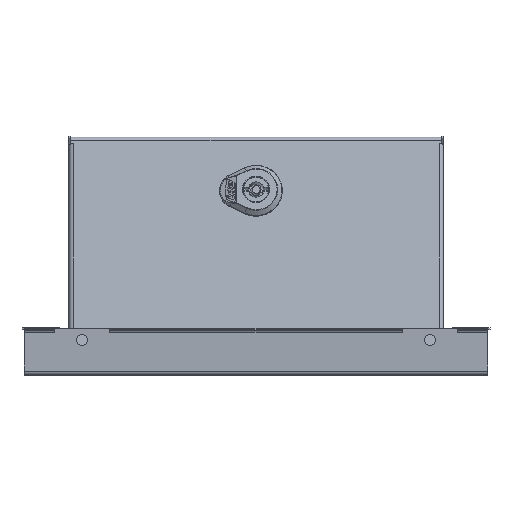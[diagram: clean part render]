
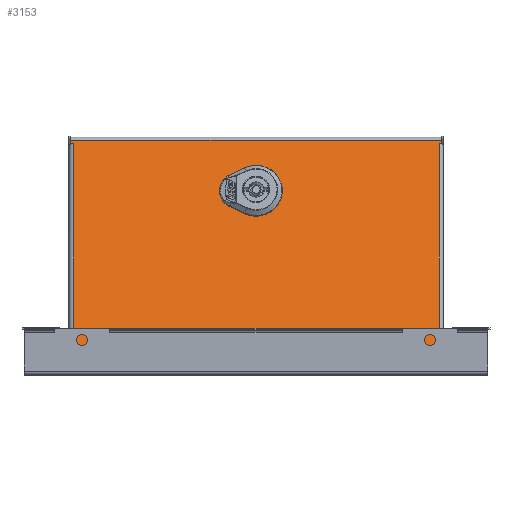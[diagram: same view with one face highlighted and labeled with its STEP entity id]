
A CAD part, left-side view. The second image highlights one B-rep face of the part: STEP entity #3153.
In plain terms, the highlighted face is planar.
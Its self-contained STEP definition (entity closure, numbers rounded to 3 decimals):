
#2304=FACE_BOUND('',#4742,.T.);
#2305=FACE_BOUND('',#4743,.T.);
#2576=PLANE('',#14000);
#3153=ADVANCED_FACE('F35',(#2304,#2305),#2576,.T.);
#4742=EDGE_LOOP('',(#7714,#7715,#7716,#7717,#7718,#7719,#7720,#7721,#7722,
#7723,#7724,#7725,#7726,#7727,#7728,#7729));
#4743=EDGE_LOOP('',(#7730,#7731,#7732,#7733,#7734,#7735,#7736,#7737));
#5216=CIRCLE('',#13902,11.25);
#5218=CIRCLE('',#13906,11.25);
#5220=CIRCLE('',#13910,11.25);
#5222=CIRCLE('',#13914,11.25);
#7714=ORIENTED_EDGE('',*,*,#11011,.F.);
#7715=ORIENTED_EDGE('',*,*,#11009,.T.);
#7716=ORIENTED_EDGE('',*,*,#11005,.T.);
#7717=ORIENTED_EDGE('',*,*,#11012,.T.);
#7718=ORIENTED_EDGE('',*,*,#11013,.T.);
#7719=ORIENTED_EDGE('',*,*,#11014,.F.);
#7720=ORIENTED_EDGE('',*,*,#11002,.T.);
#7721=ORIENTED_EDGE('',*,*,#10999,.T.);
#7722=ORIENTED_EDGE('',*,*,#10996,.T.);
#7723=ORIENTED_EDGE('',*,*,#10984,.T.);
#7724=ORIENTED_EDGE('',*,*,#10987,.F.);
#7725=ORIENTED_EDGE('',*,*,#10962,.T.);
#7726=ORIENTED_EDGE('',*,*,#10958,.T.);
#7727=ORIENTED_EDGE('',*,*,#10957,.F.);
#7728=ORIENTED_EDGE('',*,*,#10938,.T.);
#7729=ORIENTED_EDGE('',*,*,#10906,.T.);
#7730=ORIENTED_EDGE('',*,*,#10846,.T.);
#7731=ORIENTED_EDGE('',*,*,#10843,.T.);
#7732=ORIENTED_EDGE('',*,*,#10840,.T.);
#7733=ORIENTED_EDGE('',*,*,#10837,.T.);
#7734=ORIENTED_EDGE('',*,*,#10834,.T.);
#7735=ORIENTED_EDGE('',*,*,#10831,.T.);
#7736=ORIENTED_EDGE('',*,*,#10828,.T.);
#7737=ORIENTED_EDGE('',*,*,#10825,.T.);
#9381=VERTEX_POINT('',#24407);
#9383=VERTEX_POINT('',#24410);
#9385=VERTEX_POINT('',#24416);
#9387=VERTEX_POINT('',#24422);
#9389=VERTEX_POINT('',#24428);
#9391=VERTEX_POINT('',#24434);
#9393=VERTEX_POINT('',#24440);
#9395=VERTEX_POINT('',#24446);
#9439=VERTEX_POINT('',#24569);
#9441=VERTEX_POINT('',#24572);
#9463=VERTEX_POINT('',#24669);
#9472=VERTEX_POINT('',#24705);
#9473=VERTEX_POINT('',#24709);
#9476=VERTEX_POINT('',#24717);
#9491=VERTEX_POINT('',#24800);
#9492=VERTEX_POINT('',#24801);
#9497=VERTEX_POINT('',#24825);
#9499=VERTEX_POINT('',#24831);
#9500=VERTEX_POINT('',#24836);
#9502=VERTEX_POINT('',#24841);
#9503=VERTEX_POINT('',#24843);
#9506=VERTEX_POINT('',#24851);
#9507=VERTEX_POINT('',#24856);
#9508=VERTEX_POINT('',#24858);
#10825=EDGE_CURVE('E148',#9383,#9381,#12007,.T.);
#10828=EDGE_CURVE('E147',#9385,#9383,#5216,.T.);
#10831=EDGE_CURVE('E146',#9387,#9385,#12011,.T.);
#10834=EDGE_CURVE('E145',#9389,#9387,#5218,.T.);
#10837=EDGE_CURVE('E144',#9391,#9389,#12015,.T.);
#10840=EDGE_CURVE('E143',#9393,#9391,#5220,.T.);
#10843=EDGE_CURVE('E142',#9395,#9393,#12019,.T.);
#10846=EDGE_CURVE('E141',#9381,#9395,#5222,.T.);
#10906=EDGE_CURVE('E140',#9439,#9441,#12068,.T.);
#10938=EDGE_CURVE('E139',#9463,#9439,#12089,.T.);
#10957=EDGE_CURVE('E96',#9463,#9472,#12103,.T.);
#10958=EDGE_CURVE('E138',#9473,#9472,#12104,.T.);
#10962=EDGE_CURVE('E137',#9476,#9473,#12108,.T.);
#10984=EDGE_CURVE('E136',#9491,#9492,#12120,.T.);
#10987=EDGE_CURVE('E88',#9476,#9492,#12122,.T.);
#10996=EDGE_CURVE('E135',#9497,#9491,#12127,.T.);
#10999=EDGE_CURVE('E134',#9499,#9497,#12130,.T.);
#11002=EDGE_CURVE('E133',#9500,#9499,#12133,.T.);
#11005=EDGE_CURVE('E130',#9503,#9502,#12135,.T.);
#11009=EDGE_CURVE('E129',#9506,#9503,#12139,.T.);
#11011=EDGE_CURVE('E83',#9506,#9441,#12140,.T.);
#11012=EDGE_CURVE('E131',#9502,#9507,#12141,.T.);
#11013=EDGE_CURVE('E132',#9507,#9508,#12142,.T.);
#11014=EDGE_CURVE('E100',#9500,#9508,#12143,.T.);
#12007=LINE('',#24409,#12882);
#12011=LINE('',#24421,#12886);
#12015=LINE('',#24433,#12890);
#12019=LINE('',#24445,#12894);
#12068=LINE('',#24573,#12943);
#12089=LINE('',#24668,#12964);
#12103=LINE('',#24706,#12978);
#12104=LINE('',#24708,#12979);
#12108=LINE('',#24716,#12983);
#12120=LINE('',#24799,#12995);
#12122=LINE('',#24806,#12997);
#12127=LINE('',#24824,#13002);
#12130=LINE('',#24830,#13005);
#12133=LINE('',#24835,#13008);
#12135=LINE('',#24842,#13010);
#12139=LINE('',#24850,#13014);
#12140=LINE('',#24854,#13015);
#12141=LINE('',#24855,#13016);
#12142=LINE('',#24857,#13017);
#12143=LINE('',#24859,#13018);
#12882=VECTOR('',#16134,1.);
#12886=VECTOR('',#16146,1.);
#12890=VECTOR('',#16158,1.);
#12894=VECTOR('',#16170,1.);
#12943=VECTOR('',#16283,1.);
#12964=VECTOR('',#16332,1.);
#12978=VECTOR('',#16374,1.);
#12979=VECTOR('',#16377,1.);
#12983=VECTOR('',#16383,1.);
#12995=VECTOR('',#16413,1.);
#12997=VECTOR('',#16419,1.);
#13002=VECTOR('',#16438,1.);
#13005=VECTOR('',#16443,1.);
#13008=VECTOR('',#16448,1.);
#13010=VECTOR('',#16454,1.);
#13014=VECTOR('',#16460,1.);
#13015=VECTOR('',#16465,1.);
#13016=VECTOR('',#16466,1.);
#13017=VECTOR('',#16467,1.);
#13018=VECTOR('',#16468,1.);
#13902=AXIS2_PLACEMENT_3D('',#24415,#16139,#16140);
#13906=AXIS2_PLACEMENT_3D('',#24427,#16151,#16152);
#13910=AXIS2_PLACEMENT_3D('',#24439,#16163,#16164);
#13914=AXIS2_PLACEMENT_3D('',#24451,#16175,#16176);
#14000=AXIS2_PLACEMENT_3D('',#24860,#16469,#16470);
#16134=DIRECTION('',(-1.,0.,0.));
#16139=DIRECTION('',(0.,0.,-1.));
#16140=DIRECTION('',(-1.,0.,0.));
#16146=DIRECTION('',(0.,-1.,0.));
#16151=DIRECTION('',(0.,0.,-1.));
#16152=DIRECTION('',(-1.,0.,0.));
#16158=DIRECTION('',(1.,0.,0.));
#16163=DIRECTION('',(0.,0.,-1.));
#16164=DIRECTION('',(-1.,0.,0.));
#16170=DIRECTION('',(0.,1.,0.));
#16175=DIRECTION('',(0.,0.,-1.));
#16176=DIRECTION('',(-1.,0.,0.));
#16283=DIRECTION('',(1.,0.,0.));
#16332=DIRECTION('',(0.,-1.,0.));
#16374=DIRECTION('',(1.,0.,0.));
#16377=DIRECTION('',(0.,1.,0.));
#16383=DIRECTION('',(1.,0.,0.));
#16413=DIRECTION('',(-1.,0.,0.));
#16419=DIRECTION('',(0.,-1.,0.));
#16438=DIRECTION('',(0.,1.,0.));
#16443=DIRECTION('',(1.,0.,0.));
#16448=DIRECTION('',(0.,-1.,0.));
#16454=DIRECTION('',(0.,-1.,0.));
#16460=DIRECTION('',(-1.,0.,0.));
#16465=DIRECTION('',(0.,1.,0.));
#16466=DIRECTION('',(1.,0.,0.));
#16467=DIRECTION('',(0.,1.,0.));
#16468=DIRECTION('',(-1.,0.,0.));
#16469=DIRECTION('',(0.,0.,1.));
#16470=DIRECTION('',(-1.,0.,0.));
#24407=CARTESIAN_POINT('',(657.72,-1329.528,-23.749));
#24409=CARTESIAN_POINT('',(662.725,-1329.528,-23.749));
#24410=CARTESIAN_POINT('',(667.731,-1329.528,-23.749));
#24415=CARTESIAN_POINT('',(662.725,-1319.453,-23.749));
#24416=CARTESIAN_POINT('',(672.875,-1324.305,-23.749));
#24421=CARTESIAN_POINT('',(672.875,-1319.453,-23.749));
#24422=CARTESIAN_POINT('',(672.875,-1314.601,-23.749));
#24427=CARTESIAN_POINT('',(662.725,-1319.453,-23.749));
#24428=CARTESIAN_POINT('',(667.731,-1309.378,-23.749));
#24433=CARTESIAN_POINT('',(662.725,-1309.378,-23.749));
#24434=CARTESIAN_POINT('',(657.72,-1309.378,-23.749));
#24439=CARTESIAN_POINT('',(662.725,-1319.453,-23.749));
#24440=CARTESIAN_POINT('',(652.525,-1314.707,-23.749));
#24445=CARTESIAN_POINT('',(652.525,-1319.453,-23.749));
#24446=CARTESIAN_POINT('',(652.525,-1324.199,-23.749));
#24451=CARTESIAN_POINT('',(662.725,-1319.453,-23.749));
#24569=CARTESIAN_POINT('',(545.425,-1288.453,-23.749));
#24572=CARTESIAN_POINT('',(547.025,-1288.453,-23.749));
#24573=CARTESIAN_POINT('',(880.025,-1288.453,-23.749));
#24668=CARTESIAN_POINT('',(545.425,-1287.353,-23.749));
#24669=CARTESIAN_POINT('',(545.425,-1286.253,-23.749));
#24705=CARTESIAN_POINT('',(780.025,-1286.253,-23.749));
#24706=CARTESIAN_POINT('',(831.225,-1286.253,-23.749));
#24708=CARTESIAN_POINT('',(780.025,-1287.353,-23.749));
#24709=CARTESIAN_POINT('',(780.025,-1288.453,-23.749));
#24716=CARTESIAN_POINT('',(779.225,-1288.453,-23.749));
#24717=CARTESIAN_POINT('',(778.425,-1288.453,-23.749));
#24799=CARTESIAN_POINT('',(778.288,-1422.453,-23.749));
#24800=CARTESIAN_POINT('',(780.025,-1422.453,-23.749));
#24801=CARTESIAN_POINT('',(778.425,-1422.453,-23.749));
#24806=CARTESIAN_POINT('',(778.425,-1086.253,-23.749));
#24824=CARTESIAN_POINT('',(780.025,-1424.853,-23.749));
#24825=CARTESIAN_POINT('',(780.025,-1427.253,-23.749));
#24830=CARTESIAN_POINT('',(779.925,-1427.253,-23.749));
#24831=CARTESIAN_POINT('',(779.825,-1427.253,-23.749));
#24835=CARTESIAN_POINT('',(779.825,-1426.453,-23.749));
#24836=CARTESIAN_POINT('',(779.825,-1425.653,-23.749));
#24841=CARTESIAN_POINT('',(545.425,-1427.253,-23.749));
#24842=CARTESIAN_POINT('',(545.425,-1424.853,-23.749));
#24843=CARTESIAN_POINT('',(545.425,-1422.453,-23.749));
#24850=CARTESIAN_POINT('',(546.225,-1422.453,-23.749));
#24851=CARTESIAN_POINT('',(547.025,-1422.453,-23.749));
#24854=CARTESIAN_POINT('',(547.025,-1086.253,-23.749));
#24855=CARTESIAN_POINT('',(545.525,-1427.253,-23.749));
#24856=CARTESIAN_POINT('',(545.625,-1427.253,-23.749));
#24857=CARTESIAN_POINT('',(545.625,-1426.453,-23.749));
#24858=CARTESIAN_POINT('',(545.625,-1425.653,-23.749));
#24859=CARTESIAN_POINT('',(662.725,-1425.653,-23.749));
#24860=CARTESIAN_POINT('',(830.025,-1086.253,-23.749));
